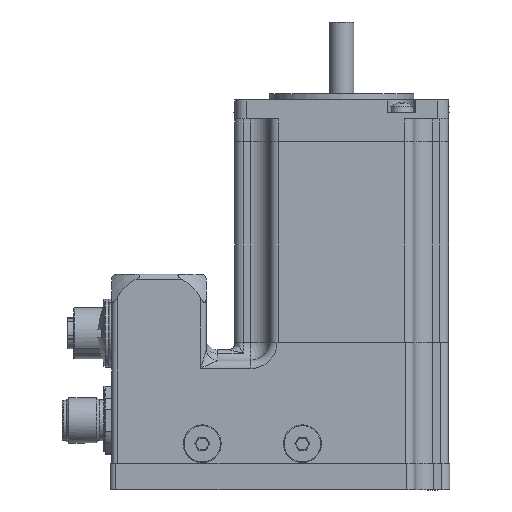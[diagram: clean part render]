
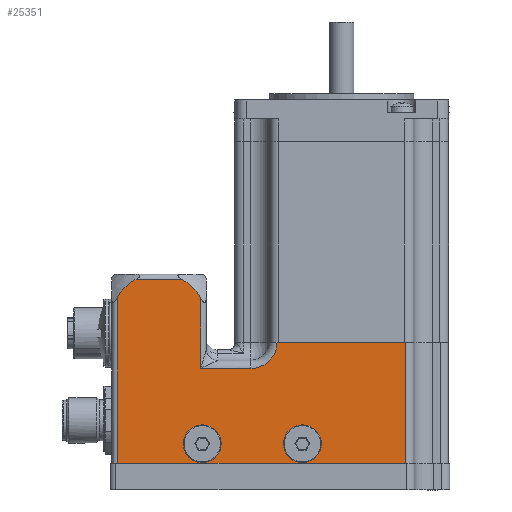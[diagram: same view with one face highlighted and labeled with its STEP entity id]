
A CAD part, left-side view. The second image highlights one B-rep face of the part: STEP entity #25351.
In plain terms, the highlighted planar face has unit normal (-1, 0, 0).
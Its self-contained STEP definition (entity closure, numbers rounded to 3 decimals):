
#630=FACE_BOUND('',#3002,.T.);
#631=FACE_BOUND('',#3003,.T.);
#1590=FACE_OUTER_BOUND('',#3001,.T.);
#3001=EDGE_LOOP('',(#17787,#17788,#17789,#17790,#17791,#17792,#17793,#17794,
#17795,#17796));
#3002=EDGE_LOOP('',(#17797,#17798));
#3003=EDGE_LOOP('',(#17799,#17800));
#4382=CIRCLE('',#26917,2.459);
#4383=CIRCLE('',#26918,2.459);
#4385=CIRCLE('',#26921,2.459);
#4386=CIRCLE('',#26922,2.459);
#4551=CIRCLE('',#27203,12.);
#4557=CIRCLE('',#27216,12.);
#4576=CIRCLE('',#27254,6.917);
#6056=LINE('',#39188,#7935);
#6058=LINE('',#39211,#7937);
#6147=LINE('',#39673,#8026);
#6157=LINE('',#39792,#8036);
#6159=LINE('',#39796,#8038);
#6178=LINE('',#39859,#8057);
#6179=LINE('',#39861,#8058);
#7935=VECTOR('',#31120,13.3);
#7937=VECTOR('',#31126,18.726);
#8026=VECTOR('',#31501,12.619);
#8036=VECTOR('',#31543,76.1);
#8038=VECTOR('',#31549,43.809);
#8057=VECTOR('',#31612,32.);
#8058=VECTOR('',#31613,33.883);
#9863=VERTEX_POINT('',#38581);
#9864=VERTEX_POINT('',#38582);
#9866=VERTEX_POINT('',#38589);
#9867=VERTEX_POINT('',#38590);
#9996=VERTEX_POINT('',#38970);
#10025=VERTEX_POINT('',#39187);
#10027=VERTEX_POINT('',#39193);
#10120=VERTEX_POINT('',#39555);
#10128=VERTEX_POINT('',#39653);
#10131=VERTEX_POINT('',#39697);
#10146=VERTEX_POINT('',#39789);
#10147=VERTEX_POINT('',#39791);
#10169=VERTEX_POINT('',#39858);
#10170=VERTEX_POINT('',#39860);
#12583=EDGE_CURVE('',#9863,#9864,#4382,.T.);
#12584=EDGE_CURVE('',#9864,#9863,#4383,.T.);
#12587=EDGE_CURVE('',#9866,#9867,#4385,.T.);
#12588=EDGE_CURVE('',#9867,#9866,#4386,.T.);
#12798=EDGE_CURVE('',#9996,#10025,#6056,.T.);
#12802=EDGE_CURVE('',#10027,#9996,#6058,.T.);
#12954=EDGE_CURVE('',#10120,#10027,#4551,.T.);
#12968=EDGE_CURVE('',#10128,#10120,#6147,.T.);
#12972=EDGE_CURVE('',#10131,#10128,#4557,.T.);
#12992=EDGE_CURVE('',#10146,#10147,#6157,.T.);
#12995=EDGE_CURVE('',#10147,#10131,#6159,.T.);
#13023=EDGE_CURVE('',#10169,#10146,#6178,.T.);
#13024=EDGE_CURVE('',#10170,#10169,#6179,.T.);
#13025=EDGE_CURVE('',#10025,#10170,#4576,.T.);
#17787=ORIENTED_EDGE('',*,*,#12802,.F.);
#17788=ORIENTED_EDGE('',*,*,#12954,.F.);
#17789=ORIENTED_EDGE('',*,*,#12968,.F.);
#17790=ORIENTED_EDGE('',*,*,#12972,.F.);
#17791=ORIENTED_EDGE('',*,*,#12995,.F.);
#17792=ORIENTED_EDGE('',*,*,#12992,.F.);
#17793=ORIENTED_EDGE('',*,*,#13023,.F.);
#17794=ORIENTED_EDGE('',*,*,#13024,.F.);
#17795=ORIENTED_EDGE('',*,*,#13025,.F.);
#17796=ORIENTED_EDGE('',*,*,#12798,.F.);
#17797=ORIENTED_EDGE('',*,*,#12583,.T.);
#17798=ORIENTED_EDGE('',*,*,#12584,.T.);
#17799=ORIENTED_EDGE('',*,*,#12587,.T.);
#17800=ORIENTED_EDGE('',*,*,#12588,.T.);
#23098=PLANE('',#27253);
#25351=ADVANCED_FACE('',(#1590,#630,#631),#23098,.T.);
#26917=AXIS2_PLACEMENT_3D('',#38583,#30712,#30713);
#26918=AXIS2_PLACEMENT_3D('',#38584,#30714,#30715);
#26921=AXIS2_PLACEMENT_3D('',#38591,#30721,#30722);
#26922=AXIS2_PLACEMENT_3D('',#38592,#30723,#30724);
#27203=AXIS2_PLACEMENT_3D('',#39575,#31474,#31475);
#27216=AXIS2_PLACEMENT_3D('',#39715,#31506,#31507);
#27253=AXIS2_PLACEMENT_3D('',#39857,#31610,#31611);
#27254=AXIS2_PLACEMENT_3D('',#39862,#31614,#31615);
#30712=DIRECTION('center_axis',(1.,0.,0.));
#30713=DIRECTION('ref_axis',(0.,1.,0.));
#30714=DIRECTION('center_axis',(1.,0.,0.));
#30715=DIRECTION('ref_axis',(0.,1.,0.));
#30721=DIRECTION('center_axis',(1.,0.,0.));
#30722=DIRECTION('ref_axis',(0.,1.,0.));
#30723=DIRECTION('center_axis',(1.,0.,0.));
#30724=DIRECTION('ref_axis',(0.,1.,0.));
#31120=DIRECTION('',(0.,-1.,0.));
#31126=DIRECTION('',(0.,0.,-1.));
#31474=DIRECTION('center_axis',(1.,0.,0.));
#31475=DIRECTION('ref_axis',(0.,1.,0.));
#31501=DIRECTION('',(0.,-1.,0.));
#31506=DIRECTION('center_axis',(1.,0.,0.));
#31507=DIRECTION('ref_axis',(0.,1.,0.));
#31543=DIRECTION('',(0.,1.,0.));
#31549=DIRECTION('',(0.,0.,1.));
#31610=DIRECTION('center_axis',(-1.,0.,0.));
#31611=DIRECTION('ref_axis',(0.,1.,0.));
#31612=DIRECTION('',(0.,0.,-1.));
#31613=DIRECTION('',(0.,-1.,0.));
#31614=DIRECTION('center_axis',(-1.,0.,0.));
#31615=DIRECTION('ref_axis',(0.,-0.707,-0.707));
#38581=CARTESIAN_POINT('',(-28.2,12.859,-86.1));
#38582=CARTESIAN_POINT('',(-28.2,7.941,-86.1));
#38583=CARTESIAN_POINT('Origin',(-28.2,10.4,-86.1));
#38584=CARTESIAN_POINT('Origin',(-28.2,10.4,-86.1));
#38589=CARTESIAN_POINT('',(-28.2,39.309,-86.1));
#38590=CARTESIAN_POINT('',(-28.2,34.392,-86.1));
#38591=CARTESIAN_POINT('Origin',(-28.2,36.85,-86.1));
#38592=CARTESIAN_POINT('Origin',(-28.2,36.85,-86.1));
#38970=CARTESIAN_POINT('',(-28.2,37.3,-66.217));
#39187=CARTESIAN_POINT('',(-28.2,24.,-66.217));
#39188=CARTESIAN_POINT('',(-28.2,37.3,-66.217));
#39193=CARTESIAN_POINT('',(-28.2,37.3,-47.491));
#39211=CARTESIAN_POINT('',(-28.2,37.3,-47.491));
#39555=CARTESIAN_POINT('',(-28.2,41.991,-42.8));
#39575=CARTESIAN_POINT('Origin',(-28.2,47.8,-53.3));
#39653=CARTESIAN_POINT('',(-28.2,54.609,-42.8));
#39673=CARTESIAN_POINT('',(-28.2,54.609,-42.8));
#39697=CARTESIAN_POINT('',(-28.2,59.3,-47.491));
#39715=CARTESIAN_POINT('Origin',(-28.2,48.8,-53.3));
#39789=CARTESIAN_POINT('',(-28.2,-16.8,-91.3));
#39791=CARTESIAN_POINT('',(-28.2,59.3,-91.3));
#39792=CARTESIAN_POINT('',(-28.2,-16.8,-91.3));
#39796=CARTESIAN_POINT('',(-28.2,59.3,-91.3));
#39857=CARTESIAN_POINT('Origin',(-28.2,-19.,-59.3));
#39858=CARTESIAN_POINT('',(-28.2,-16.8,-59.3));
#39859=CARTESIAN_POINT('',(-28.2,-16.8,-59.3));
#39860=CARTESIAN_POINT('',(-28.2,17.083,-59.3));
#39861=CARTESIAN_POINT('',(-28.2,17.083,-59.3));
#39862=CARTESIAN_POINT('Origin',(-28.2,24.,-59.3));
